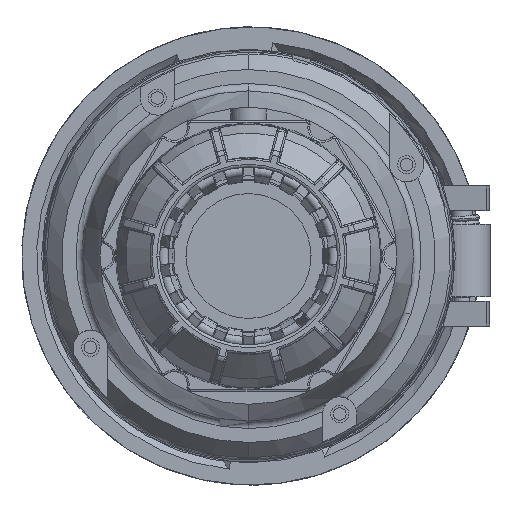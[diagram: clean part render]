
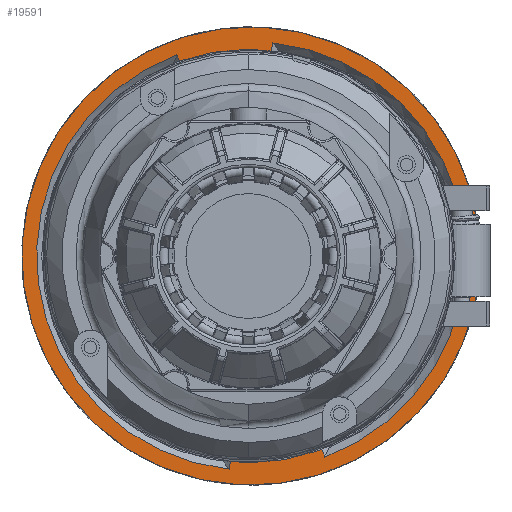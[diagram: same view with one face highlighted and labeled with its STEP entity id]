
A CAD part, front view. The second image highlights one B-rep face of the part: STEP entity #19591.
In plain terms, the highlighted planar face has unit normal (0, -1, 0).
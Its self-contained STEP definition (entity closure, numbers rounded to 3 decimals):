
#16722=CARTESIAN_POINT('',(0.649,-14.328,
0.));
#16723=DIRECTION('',(0.,1.,0.));
#16724=DIRECTION('',(-0.101,0.,-0.995));
#16725=AXIS2_PLACEMENT_3D('',#16722,#16723,#16724);
#16739=CARTESIAN_POINT('',(0.649,-14.328,0.));
#16740=DIRECTION('',(0.,-1.,0.));
#16741=DIRECTION('',(0.125,0.,-0.992));
#16742=AXIS2_PLACEMENT_3D('',#16739,#16740,#16741);
#16744=CARTESIAN_POINT('',(0.649,-14.328,0.));
#16745=DIRECTION('',(0.,1.,0.));
#16746=DIRECTION('',(0.125,0.,-0.992));
#16747=AXIS2_PLACEMENT_3D('',#16744,#16745,#16746);
#16749=CARTESIAN_POINT('',(0.649,-14.328,
0.));
#16750=DIRECTION('',(0.,1.,0.));
#16751=DIRECTION('',(0.342,0.,-0.94));
#16752=AXIS2_PLACEMENT_3D('',#16749,#16750,#16751);
#16754=DIRECTION('',(-0.378,0.,0.926));
#16755=VECTOR('',#16754,5.504);
#16756=CARTESIAN_POINT('',(20.493,-14.328,
-53.967));
#16757=LINE('',#16756,#16755);
#16758=DIRECTION('',(0.136,0.,0.991));
#16759=VECTOR('',#16758,5.504);
#16760=CARTESIAN_POINT('',(5.735,-14.328,
51.751));
#16761=LINE('',#16760,#16759);
#16762=CARTESIAN_POINT('',(0.649,-14.328,
0.));
#16763=DIRECTION('',(0.,1.,0.));
#16764=DIRECTION('',(-0.342,0.,0.94));
#16765=AXIS2_PLACEMENT_3D('',#16762,#16763,#16764);
#16767=DIRECTION('',(0.378,0.,-0.926));
#16768=VECTOR('',#16767,5.504);
#16769=CARTESIAN_POINT('',(-19.196,-14.328,
53.967));
#16770=LINE('',#16769,#16768);
#16771=DIRECTION('',(-0.136,0.,-0.991));
#16772=VECTOR('',#16771,5.504);
#16773=CARTESIAN_POINT('',(-4.437,-14.328,
-51.751));
#16774=LINE('',#16773,#16772);
#18008=CARTESIAN_POINT('',(0.649,-14.328,
0.));
#18009=DIRECTION('',(0.,1.,0.));
#18010=DIRECTION('',(0.101,0.,0.995));
#18011=AXIS2_PLACEMENT_3D('',#18008,#18009,#18010);
#18253=CARTESIAN_POINT('',(8.338,-14.328,
-61.017));
#18255=VERTEX_POINT('',#18253);
#18257=CARTESIAN_POINT('',(-7.041,-14.328,
61.017));
#18259=VERTEX_POINT('',#18257);
#18475=CARTESIAN_POINT('',(18.416,-14.328,
-48.871));
#18476=CARTESIAN_POINT('',(-4.437,-14.328,
-51.751));
#18477=VERTEX_POINT('',#18475);
#18478=VERTEX_POINT('',#18476);
#18479=CARTESIAN_POINT('',(-5.186,-14.328,
-57.203));
#18480=VERTEX_POINT('',#18479);
#18487=CARTESIAN_POINT('',(-19.196,-14.328,
53.967));
#18488=CARTESIAN_POINT('',(-17.118,-14.328,
48.871));
#18489=VERTEX_POINT('',#18487);
#18490=VERTEX_POINT('',#18488);
#18493=CARTESIAN_POINT('',(5.735,-14.328,
51.751));
#18494=VERTEX_POINT('',#18493);
#18495=CARTESIAN_POINT('',(6.483,-14.328,
57.203));
#18496=VERTEX_POINT('',#18495);
#18501=CARTESIAN_POINT('',(20.493,-14.328,
-53.967));
#18502=VERTEX_POINT('',#18501);
#19566=CARTESIAN_POINT('',(0.649,-14.328,0.));
#19567=DIRECTION('',(0.,-1.,0.));
#19568=DIRECTION('',(0.125,0.,-0.992));
#19569=AXIS2_PLACEMENT_3D('',#19566,#19567,#19568);
#19570=PLANE('',#19569);
#19572=ORIENTED_EDGE('',*,*,#19571,.F.);
#19574=ORIENTED_EDGE('',*,*,#19573,.T.);
#19575=EDGE_LOOP('',(#19572,#19574));
#19576=FACE_OUTER_BOUND('',#19575,.F.);
#19578=ORIENTED_EDGE('',*,*,#19577,.F.);
#19580=ORIENTED_EDGE('',*,*,#19579,.F.);
#19582=ORIENTED_EDGE('',*,*,#19581,.F.);
#19584=ORIENTED_EDGE('',*,*,#19583,.F.);
#19585=ORIENTED_EDGE('',*,*,#19516,.F.);
#19586=ORIENTED_EDGE('',*,*,#19531,.F.);
#19587=ORIENTED_EDGE('',*,*,#19545,.F.);
#19588=ORIENTED_EDGE('',*,*,#19556,.F.);
#19589=EDGE_LOOP('',(#19578,#19580,#19582,#19584,#19585,#19586,#19587,#19588));
#19590=FACE_BOUND('',#19589,.F.);
#16726=CIRCLE('',#16725,57.5);
#16743=CIRCLE('',#16742,61.5);
#16748=CIRCLE('',#16747,61.5);
#16753=CIRCLE('',#16752,52.);
#16766=CIRCLE('',#16765,52.);
#18012=CIRCLE('',#18011,57.5);
#19516=EDGE_CURVE('',#18490,#18494,#16766,.T.);
#19531=EDGE_CURVE('',#18489,#18490,#16770,.T.);
#19545=EDGE_CURVE('',#18480,#18489,#16726,.T.);
#19556=EDGE_CURVE('',#18478,#18480,#16774,.T.);
#19571=EDGE_CURVE('',#18255,#18259,#16743,.T.);
#19573=EDGE_CURVE('',#18255,#18259,#16748,.T.);
#19577=EDGE_CURVE('',#18477,#18478,#16753,.T.);
#19579=EDGE_CURVE('',#18502,#18477,#16757,.T.);
#19581=EDGE_CURVE('',#18496,#18502,#18012,.T.);
#19583=EDGE_CURVE('',#18494,#18496,#16761,.T.);
#19591=ADVANCED_FACE('',(#19576,#19590),#19570,.T.);
